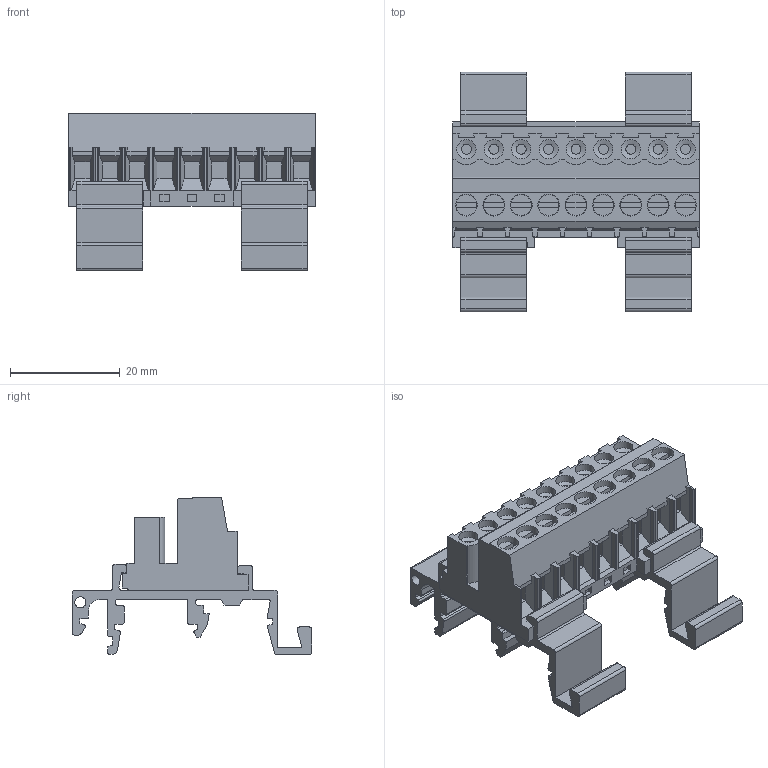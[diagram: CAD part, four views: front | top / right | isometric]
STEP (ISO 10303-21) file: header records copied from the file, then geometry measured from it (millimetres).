
FILE_DESCRIPTION(('STEP AP214'),'1');
FILE_NAME('SVR09-5-DR.stp','2021-02-15T14:29:56',(' '),(' '),'Spatial InterOp 3D',' ',' ');
FILE_SCHEMA(('AUTOMOTIVE_DESIGN { 1 0 10303 214 1 1 1 1 }'));
Length unit declared in the file: metre
Products named in the file (1): 1613399357
Bounding box: 45 x 43.7 x 28.8 mm (x, y, z)
Volume: 14237 mm3; surface area: 11262.3 mm2
Topology: 1 solids, 1 shells, 688 faces, 1855 edges, 1217 vertices
Faces by surface type: plane 513, cylinder 156, cone 18, extrusion 1
Full cylindrical faces by diameter (mm): 1.8 x9, 2 x2, 2.6 x9, 3.5 x9, 3.8 x9, 4 x9
Entity records: 26311 total; most frequent: CARTESIAN_POINT 3654, ORIENTED_EDGE 3520, DIRECTION 3474, EDGE_CURVE 1760, VECTOR 1420, LINE 1419, VERTEX_POINT 1187, AXIS2_PLACEMENT_3D 1027
